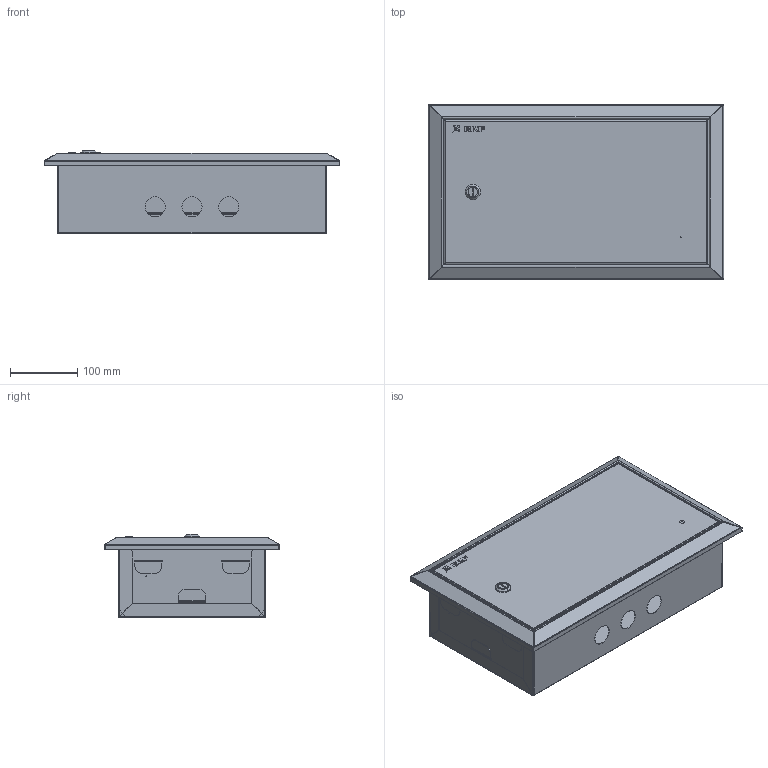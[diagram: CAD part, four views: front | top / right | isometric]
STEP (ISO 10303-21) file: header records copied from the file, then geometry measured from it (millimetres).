
FILE_DESCRIPTION (( 'STEP AP214' ), '1' );
FILE_NAME ('昈-1185.00.00.000 捘.STEP', '2017-09-11T13:16:00', ( 'admin' ), ( '' ), 'SwSTEP 2.0', 'SolidWorks 2017', '' );
FILE_SCHEMA (( 'AUTOMOTIVE_DESIGN' ));
Length unit declared in the file: millimetre
Products named in the file (28): 倘-1185.03.00.000 蚜_寛-1186.03.00.000 憗; 昈-1185.01.02.000 捘; Øïèëüêà îáìåäíåííàÿ Ì6õ12; 倘-1185.03.00.001_寛-1186.03.00.001; 昈-1185.01.01.000 捘; 倘-1185.02.00.000 蚜_寛-1186.02.00.000 憗; Êðîíøòåéí 40õ40; 昈-1185.01.01.001; Çàìîê ïî÷òîâûé; 倘-1185.01.00.001_寛-1186.01.00.001; Âíóòðåííåå òåëî çàìêà; Ãàéêà; 昈-1185.00.00.000 捘; Ïðîêëàäêà ìåòàëëè÷åñêàÿ 2; pan head cross recess screw_din_ISO 7045 - M4 x 6 - Z --- 6N; Ïðîêëàäêà; Washer 6402_3_gost_丐ｩ｡ 2 6 ヮ葬 6402-70; 哏铌; Ïðîêëàäêà ìåòàëëè÷åñêàÿ; 呧蜦 3D; Òåëî çàìêà; cross ph tapping 968_din_Screw DIN 968-ST4.2x13-C-H-N; Çàêëåïêà öèëèíäðè÷åñêàÿ Ì4 ÑÒ-Á ñ âíóòðåííåé ðåçüáîé_Œ8; pan head cross recess screw_din_DIN EN ISO 7045 - M4 x 16 - Z - 16N; 倘-1185.02.00.001_寛-1186.02.00.001; hex flange nut_din_Hexagon Flange Nut DIN 6923 - M6 - N; 倘-1185.01.00.000 蚜_寛-1186.01.00.000 憗; DIN-謥濋趌L=380
Assembly tree (43 placements, depth 4):
  昈-1185.00.00.000 捘
    倘-1185.01.00.000 蚜_寛-1186.01.00.000 憗
      倘-1185.01.00.001_寛-1186.01.00.001
      昈-1185.01.01.000 捘
        昈-1185.01.01.001
        Êðîíøòåéí 40õ40  x3
      昈-1185.01.02.000 捘
        昈-1185.01.01.001
        Êðîíøòåéí 40õ40  x3
        Øïèëüêà îáìåäíåííàÿ Ì6õ12
    倘-1185.02.00.000 蚜_寛-1186.02.00.000 憗
      倘-1185.02.00.001_寛-1186.02.00.001
      Øïèëüêà îáìåäíåííàÿ Ì6õ12
      Çàêëåïêà öèëèíäðè÷åñêàÿ Ì4 ÑÒ-Á ñ âíóòðåííåé ðåçüáîé_Œ8  x2
      Çàìîê ïî÷òîâûé
        Òåëî çàìêà
        Ïðîêëàäêà ìåòàëëè÷åñêàÿ
        哏铌
        Washer 6402_3_gost_丐ｩ｡ 2 6 ヮ葬 6402-70
        Ïðîêëàäêà
        pan head cross recess screw_din_ISO 7045 - M4 x 6 - Z --- 6N
        Ïðîêëàäêà ìåòàëëè÷åñêàÿ 2
        Ãàéêà
        Âíóòðåííåå òåëî çàìêà
    倘-1185.03.00.000 蚜_寛-1186.03.00.000 憗
      倘-1185.03.00.001_寛-1186.03.00.001
      Øïèëüêà îáìåäíåííàÿ Ì6õ12
    DIN-謥濋趌L=380
    hex flange nut_din_Hexagon Flange Nut DIN 6923 - M6 - N  x2
    pan head cross recess screw_din_DIN EN ISO 7045 - M4 x 16 - Z - 16N  x2
    cross ph tapping 968_din_Screw DIN 968-ST4.2x13-C-H-N  x6
    呧蜦 3D
Bounding box: 440 x 260.01 x 124.2 mm (x, y, z)
Volume: 367814.8 mm3; surface area: 1007552.2 mm2
Topology: 44 solids, 44 shells, 1352 faces, 3304 edges, 2063 vertices
Faces by surface type: plane 753, cylinder 325, bspline 158, cone 74, torus 24, sphere 18
Entity records: 30073 total; most frequent: CARTESIAN_POINT 8930, ORIENTED_EDGE 4020, DIRECTION 3848, EDGE_CURVE 2010, LINE 1286, VECTOR 1286, AXIS2_PLACEMENT_3D 1281, VERTEX_POINT 1249
